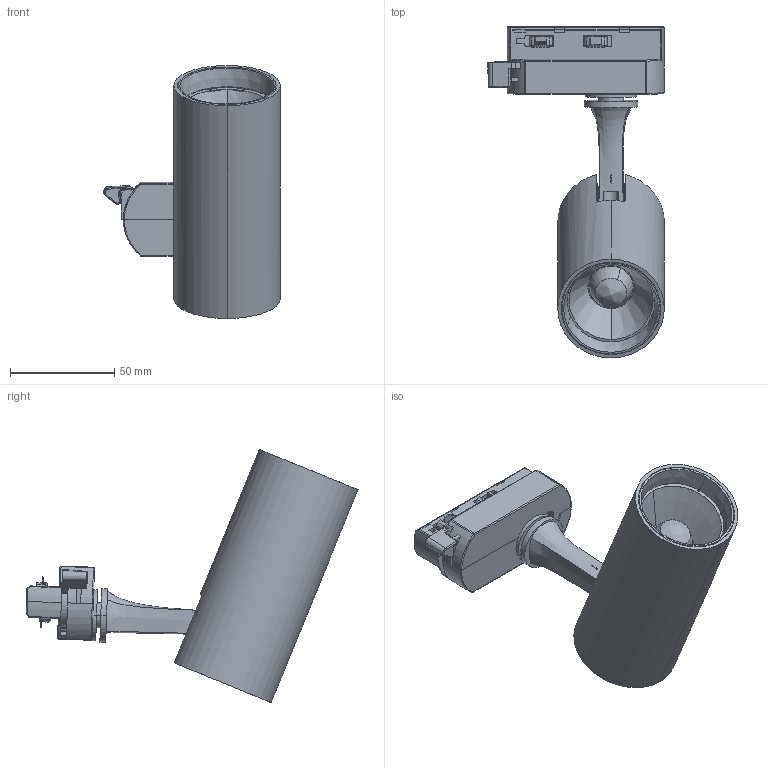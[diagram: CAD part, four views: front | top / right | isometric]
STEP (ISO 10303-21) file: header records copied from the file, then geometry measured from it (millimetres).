
FILE_DESCRIPTION (( 'STEP AP203' ), '1' );
FILE_NAME ('705S.STEP', '2020-06-06T08:09:14', ( '' ), ( '' ), 'SwSTEP 2.0', 'SolidWorks 2017', '' );
FILE_SCHEMA (( 'CONFIG_CONTROL_DESIGN' ));
Length unit declared in the file: millimetre
Products named in the file (22): _____-__A; _____-__B; 705S; ZJ-1414-YD; _____-__2; ZJ-S; QH-45; FGB-4518-YD; _____-_ - 萵掛; _____-__B_ASM; _____-__A_ASM; TJ-21-YD; M3-__-H6; ZJ-S-1; DENGBI; _____-__; _____-___2; DT-50; bi; HG-S; M5
Assembly tree (25 placements, depth 4):
  705S
    DENGBI
      M5
      bi
      _____-__2
      _____-__A_ASM
        _____-__A
        _____-__  x2
        _____-___2
      _____-__B_ASM
        _____-__B
        _____-__
        _____-___2
      M3-__-H6  x2
      _____-_ - 萵掛
    705S
      DT-50
      ZJ-S
      HG-S
      ZJ-S-1
      ZJ-1414-YD
      TJ-21-YD
      FGB-4518-YD
      QH-45
Bounding box: 84.54 x 158.9 x 121.12 mm (x, y, z)
Volume: 103832.5 mm3; surface area: 109295.9 mm2
Topology: 21 solids, 22 shells, 1714 faces, 4670 edges, 2987 vertices
Faces by surface type: plane 854, cylinder 485, bspline 155, cone 144, sphere 46, torus 30
Entity records: 57211 total; most frequent: CARTESIAN_POINT 16619, ORIENTED_EDGE 8358, DIRECTION 7650, EDGE_CURVE 4179, VERTEX_POINT 2695, AXIS2_PLACEMENT_3D 2691, LINE 2268, VECTOR 2268
